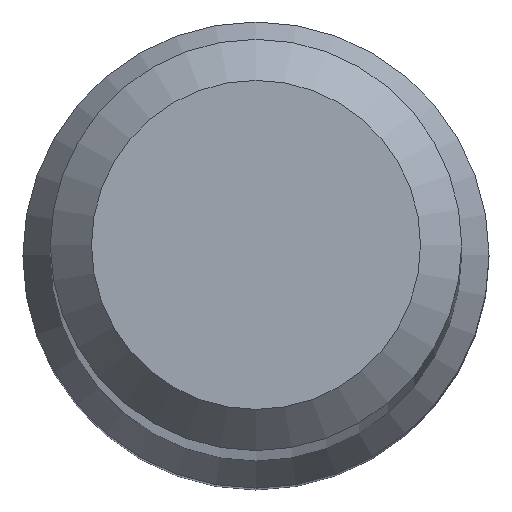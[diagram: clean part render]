
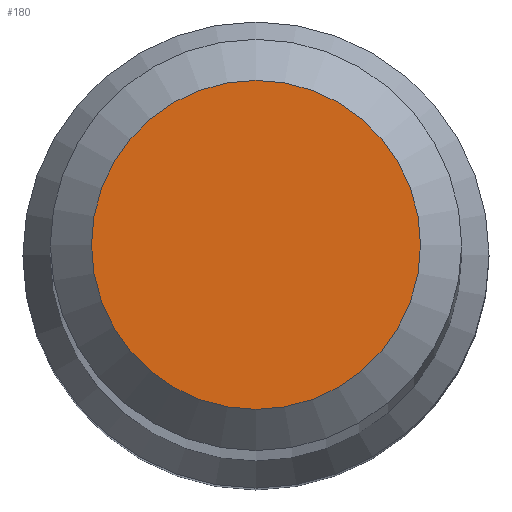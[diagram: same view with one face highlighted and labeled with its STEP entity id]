
A CAD part, top view. The second image highlights one B-rep face of the part: STEP entity #180.
In plain terms, the highlighted planar face has unit normal (0, 0, 1).
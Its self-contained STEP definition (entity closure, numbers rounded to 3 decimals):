
#2 = CARTESIAN_POINT ( 'NONE',  ( 0., 2.4, 101. ) ) ;
#15 = AXIS2_PLACEMENT_3D ( 'NONE', #168, #228, #79 ) ;
#25 = FACE_OUTER_BOUND ( 'NONE', #232, .T. ) ;
#32 = CIRCLE ( 'NONE', #61, 2.4 ) ;
#61 = AXIS2_PLACEMENT_3D ( 'NONE', #203, #182, #165 ) ;
#79 = DIRECTION ( 'NONE',  ( 0., 1., 0. ) ) ;
#82 = EDGE_CURVE ( 'NONE', #166, #166, #32, .T. ) ;
#154 = PLANE ( 'NONE',  #15 ) ;
#165 = DIRECTION ( 'NONE',  ( 0., 1., 0. ) ) ;
#166 = VERTEX_POINT ( 'NONE', #2 ) ;
#168 = CARTESIAN_POINT ( 'NONE',  ( 0., 0., 101. ) ) ;
#180 = ADVANCED_FACE ( 'NONE', ( #25 ), #154, .F. ) ;
#182 = DIRECTION ( 'NONE',  ( 0., 0., -1. ) ) ;
#203 = CARTESIAN_POINT ( 'NONE',  ( 0., 0., 101. ) ) ;
#228 = DIRECTION ( 'NONE',  ( 0., 0., -1. ) ) ;
#232 = EDGE_LOOP ( 'NONE', ( #238 ) ) ;
#238 = ORIENTED_EDGE ( 'NONE', *, *, #82, .F. ) ;
